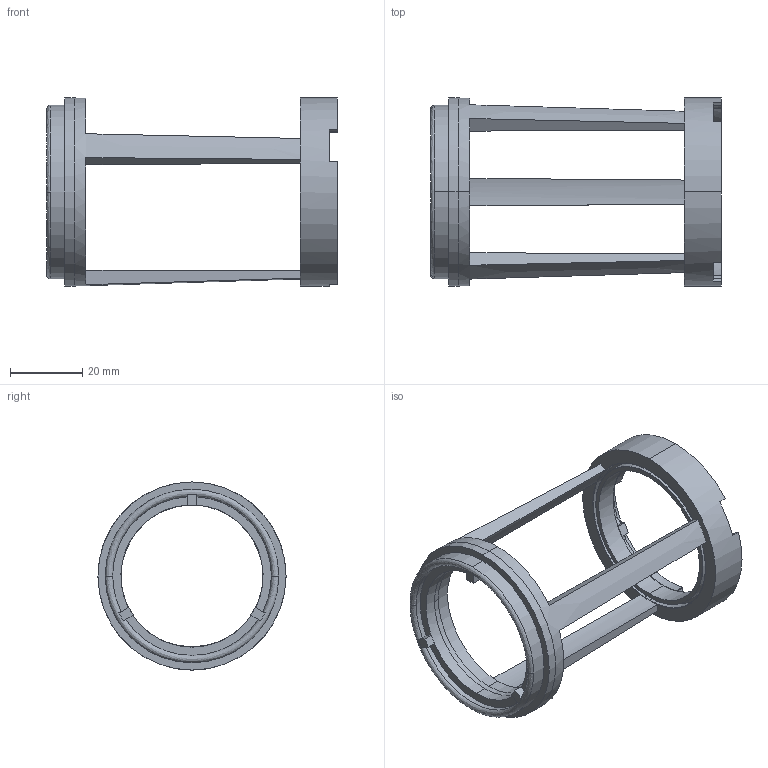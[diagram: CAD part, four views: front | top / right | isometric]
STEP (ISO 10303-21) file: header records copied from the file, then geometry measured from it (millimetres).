
FILE_DESCRIPTION (( 'STEP AP203' ), '1' );
FILE_NAME ('SF-9120.step', '2024-08-21T11:29:07', ( '' ), ( '' ), 'SwSTEP 2.0', 'SolidWorks 2023', '' );
FILE_SCHEMA (( 'CONFIG_CONTROL_DESIGN' ));
Length unit declared in the file: inch
Products named in the file (1): SF-9120
Bounding box: 80.54 x 52.07 x 52.07 mm (x, y, z)
Volume: 17772.6 mm3; surface area: 15452.3 mm2
Topology: 2 solids, 2 shells, 191 faces, 532 edges, 348 vertices
Faces by surface type: plane 112, cylinder 65, cone 10, bspline 4
Entity records: 7973 total; most frequent: CARTESIAN_POINT 3244, ORIENTED_EDGE 1064, DIRECTION 841, EDGE_CURVE 532, VERTEX_POINT 348, AXIS2_PLACEMENT_3D 294, LINE 253, VECTOR 253
